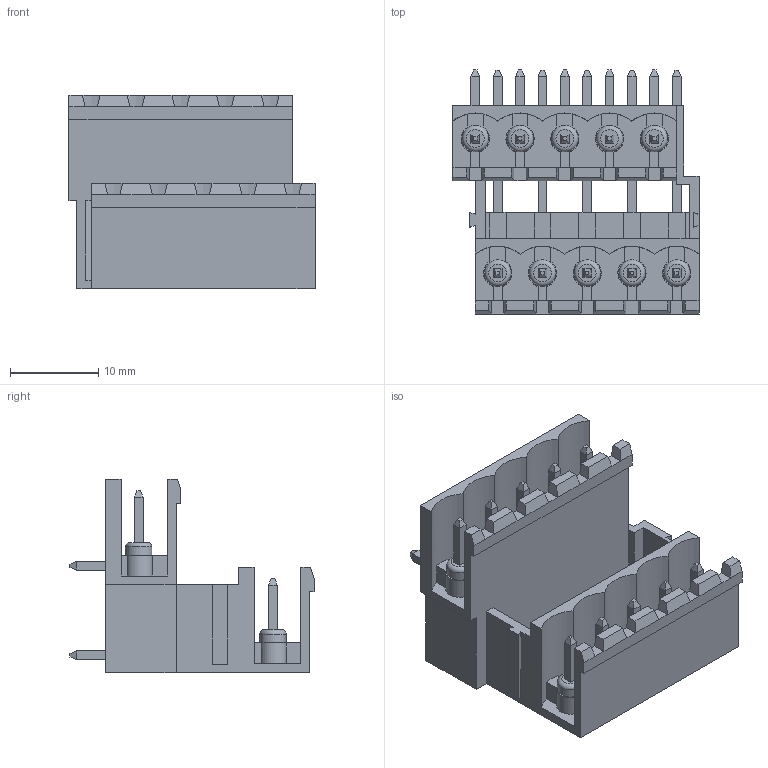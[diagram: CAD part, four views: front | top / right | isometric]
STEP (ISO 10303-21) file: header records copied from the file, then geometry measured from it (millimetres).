
FILE_DESCRIPTION( ( 'Unknown' ), '1' );
FILE_NAME( '691335510010.stp', 'Unknown', ( 'Unknown' ), ( 'Unknown' ), 'PSStep 15.0.49', 'Unknown', ' ' );
FILE_SCHEMA( ( 'AUTOMOTIVE_DESIGN { 1 0 10303 214 1 1 1 1 }' ) );
Length unit declared in the file: millimetre
Products named in the file (4): Assem1; 6913355100xx_PIN Courte; 6913355100xx_PIN Longue; 691336500010
Assembly tree (11 placements, depth 2):
  Assem1
    6913355100xx_PIN Courte  x5
    6913355100xx_PIN Longue  x5
    691336500010
Bounding box: 27.94 x 27.7 x 22 mm (x, y, z)
Volume: 4034.7 mm3; surface area: 6972.6 mm2
Topology: 11 solids, 11 shells, 561 faces, 1537 edges, 991 vertices
Faces by surface type: plane 501, cylinder 50, torus 10
Full cylindrical faces by diameter (mm): 2.997 x5, 3 x5
Entity records: 17241 total; most frequent: CARTESIAN_POINT 2453, ORIENTED_EDGE 2422, DIRECTION 2199, EDGE_CURVE 1211, LINE 1097, VECTOR 1097, VERTEX_POINT 805, AXIS2_PLACEMENT_3D 551
